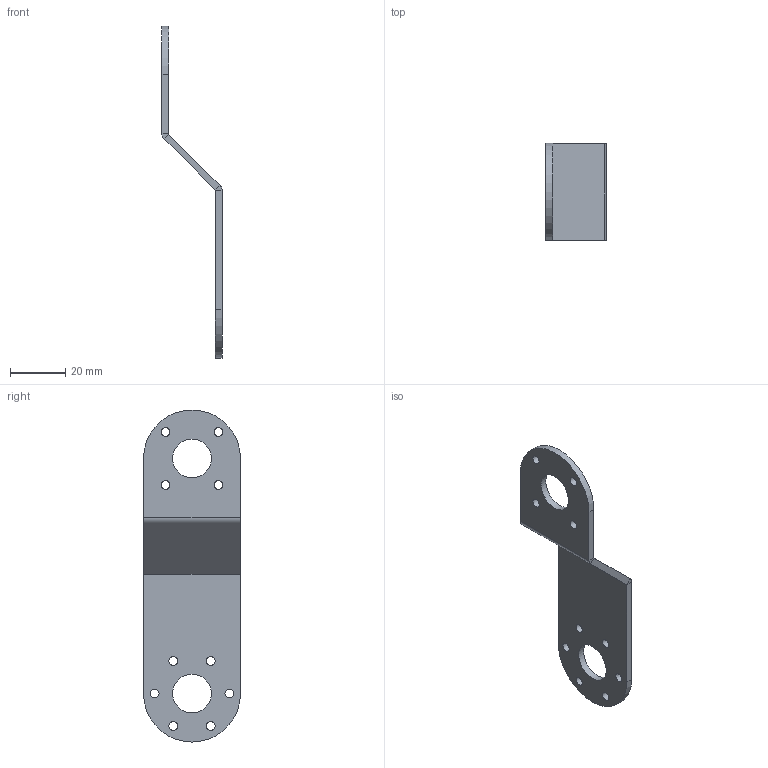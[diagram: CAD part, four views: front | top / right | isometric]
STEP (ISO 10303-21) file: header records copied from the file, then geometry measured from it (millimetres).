
FILE_DESCRIPTION(/* description */ (''),/* implementation_level */ '2;1');
FILE_NAME(/* name */ 'link3-4-1.step',/* time_stamp */ '2025-11-24T15:35:48+01:00',/* author */ (''),/* organization */ (''),/* preprocessor_version */ 'ST-DEVELOPER v20.1',/* originating_system */ 'Autodesk Translation Framework v14.21.0.0',/* authorisation */ '');
FILE_SCHEMA (('AUTOMOTIVE_DESIGN { 1 0 10303 214 3 1 1 }'));
Length unit declared in the file: millimetre
Products named in the file (1): link3-4-1
Bounding box: 21.75 x 35 x 119.85 mm (x, y, z)
Volume: 9546.7 mm3; surface area: 8847 mm2
Topology: 1 solids, 1 shells, 34 faces, 80 edges, 48 vertices
Faces by surface type: cylinder 18, plane 16
Full cylindrical faces by diameter (mm): 3.2 x10, 14 x2
Entity records: 1060 total; most frequent: DIRECTION 186, CARTESIAN_POINT 163, ORIENTED_EDGE 160, EDGE_CURVE 80, AXIS2_PLACEMENT_3D 71, EDGE_LOOP 58, VERTEX_POINT 48, LINE 44
